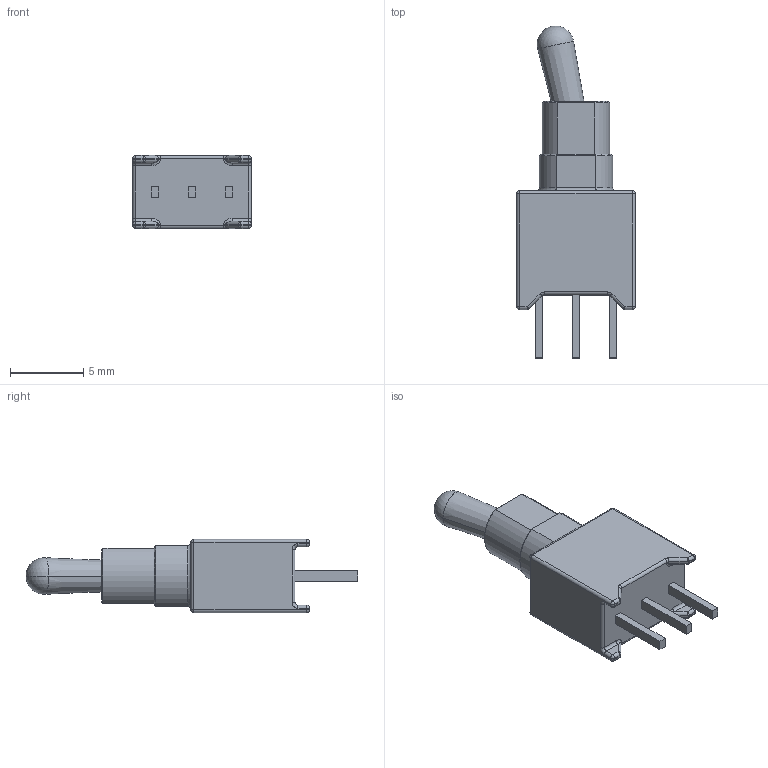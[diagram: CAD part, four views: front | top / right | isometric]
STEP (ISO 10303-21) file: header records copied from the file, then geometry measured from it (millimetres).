
FILE_DESCRIPTION (( 'STEP AP203' ), '1' );
FILE_NAME ('TL39P0 Short Lever.STEP', '2022-09-11T18:36:45', ( '' ), ( '' ), 'SwSTEP 2.0', 'SolidWorks 2020', '' );
FILE_SCHEMA (( 'CONFIG_CONTROL_DESIGN' ));
Length unit declared in the file: millimetre
Products named in the file (1): TL39P0 Short Lever
Bounding box: 8.1 x 22.65 x 5 mm (x, y, z)
Volume: 399.3 mm3; surface area: 475.2 mm2
Topology: 1 solids, 1 shells, 175 faces, 403 edges, 210 vertices
Faces by surface type: cylinder 64, plane 47, sphere 28, torus 24, bspline 6, cone 6
Entity records: 4809 total; most frequent: CARTESIAN_POINT 943, DIRECTION 866, ORIENTED_EDGE 748, EDGE_CURVE 374, AXIS2_PLACEMENT_3D 346, VERTEX_POINT 207, EDGE_LOOP 181, CIRCLE 176
